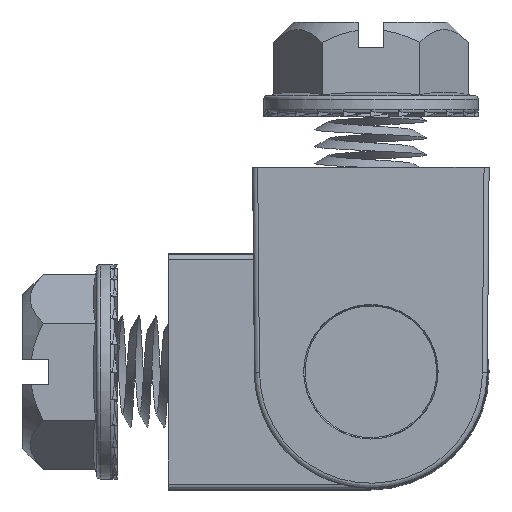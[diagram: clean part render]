
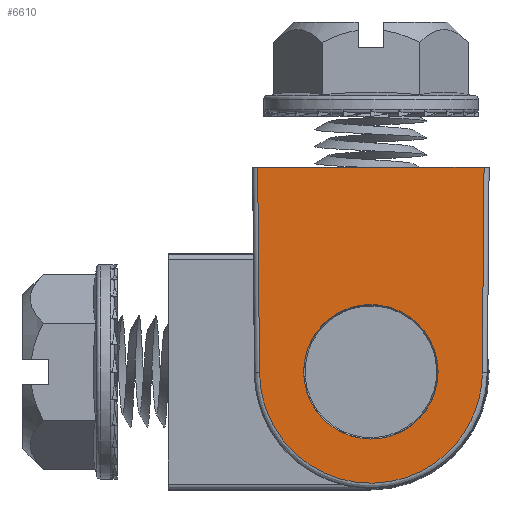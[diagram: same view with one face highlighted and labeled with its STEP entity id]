
A CAD part, front view. The second image highlights one B-rep face of the part: STEP entity #6610.
In plain terms, the highlighted planar face has unit normal (0, -1, -0.009).
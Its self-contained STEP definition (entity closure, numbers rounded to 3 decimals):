
#50 = VERTEX_POINT ( 'NONE', #6961 ) ;
#293 = CARTESIAN_POINT ( 'NONE',  ( 7.96, -22.429, -8.126 ) ) ;
#798 = CARTESIAN_POINT ( 'NONE',  ( 6.481, -22.281, -25.127 ) ) ;
#1269 = CARTESIAN_POINT ( 'NONE',  ( 0., -22.429, -8.126 ) ) ;
#1329 = FACE_OUTER_BOUND ( 'NONE', #11484, .T. ) ;
#1579 = CARTESIAN_POINT ( 'NONE',  ( 0., -22.36, -16.086 ) ) ;
#1669 = CARTESIAN_POINT ( 'NONE',  ( 7.96, -22.36, -16.086 ) ) ;
#2451 = LINE ( 'NONE', #8005, #16839 ) ;
#2649 = EDGE_CURVE ( 'NONE', #12559, #5719, #7938, .T. ) ;
#2650 = CARTESIAN_POINT ( 'NONE',  ( -7.96, -22.429, -8.126 ) ) ;
#2956 = DIRECTION ( 'NONE',  ( 0.009, -0.009, 1. ) ) ;
#3340 = CARTESIAN_POINT ( 'NONE',  ( -7., -22.5, 0. ) ) ;
#3617 = VERTEX_POINT ( 'NONE', #5267 ) ;
#3711 = ORIENTED_EDGE ( 'NONE', *, *, #5439, .T. ) ;
#4351 = LINE ( 'NONE', #3340, #5911 ) ;
#5136 = ORIENTED_EDGE ( 'NONE', *, *, #7095, .T. ) ;
#5267 = CARTESIAN_POINT ( 'NONE',  ( 0., -22.429, -8.126 ) ) ;
#5398 = EDGE_LOOP ( 'NONE', ( #5136, #7194 ) ) ;
#5439 = EDGE_CURVE ( 'NONE', #50, #12559, #2451, .T. ) ;
#5613 = ORIENTED_EDGE ( 'NONE', *, *, #17278, .F. ) ;
#5719 = VERTEX_POINT ( 'NONE', #8732 ) ;
#5762 = CARTESIAN_POINT ( 'NONE',  ( 6.699, -22.499, -0.12 ) ) ;
#5855 = CARTESIAN_POINT ( 'NONE',  ( 0., -22.429, -8.126 ) ) ;
#5911 = VECTOR ( 'NONE', #14456, 1000. ) ;
#6610 = ADVANCED_FACE ( 'NONE', ( #1329, #12459 ), #18011, .T. ) ;
#6961 = CARTESIAN_POINT ( 'NONE',  ( -6.7, -22.5, 0. ) ) ;
#7095 = EDGE_CURVE ( 'NONE', #3617, #8003, #9215, .T. ) ;
#7194 = ORIENTED_EDGE ( 'NONE', *, *, #14756, .T. ) ;
#7234 = LINE ( 'NONE', #5762, #9531 ) ;
#7938 =( BOUNDED_CURVE ( )  B_SPLINE_CURVE ( 3, ( #17659, #12211, #798, #10741 ),
 .UNSPECIFIED., .F., .T. ) 
 B_SPLINE_CURVE_WITH_KNOTS ( ( 4, 4 ),
 ( 1.58, 4.704 ),
 .UNSPECIFIED. ) 
 CURVE ( )  GEOMETRIC_REPRESENTATION_ITEM ( )  RATIONAL_B_SPLINE_CURVE ( ( 1., 0.339, 0.339, 1. ) ) 
 REPRESENTATION_ITEM ( '' )  );
#8003 = VERTEX_POINT ( 'NONE', #12168 ) ;
#8005 = CARTESIAN_POINT ( 'NONE',  ( -6.7, -22.5, 0.003 ) ) ;
#8732 = CARTESIAN_POINT ( 'NONE',  ( 6.594, -22.394, -12.166 ) ) ;
#8892 =( BOUNDED_CURVE ( )  B_SPLINE_CURVE ( 3, ( #9573, #12038, #2650, #1269 ),
 .UNSPECIFIED., .F., .F. ) 
 B_SPLINE_CURVE_WITH_KNOTS ( ( 4, 4 ),
 ( 3.142, 6.283 ),
 .UNSPECIFIED. ) 
 CURVE ( )  GEOMETRIC_REPRESENTATION_ITEM ( )  RATIONAL_B_SPLINE_CURVE ( ( 1., 0.333, 0.333, 1. ) ) 
 REPRESENTATION_ITEM ( '' )  );
#9215 =( BOUNDED_CURVE ( )  B_SPLINE_CURVE ( 3, ( #5855, #293, #1669, #1579 ),
 .UNSPECIFIED., .F., .T. ) 
 B_SPLINE_CURVE_WITH_KNOTS ( ( 4, 4 ),
 ( 0., 3.142 ),
 .UNSPECIFIED. ) 
 CURVE ( )  GEOMETRIC_REPRESENTATION_ITEM ( )  RATIONAL_B_SPLINE_CURVE ( ( 1., 0.333, 0.333, 1. ) ) 
 REPRESENTATION_ITEM ( '' )  );
#9531 = VECTOR ( 'NONE', #2956, 1000. ) ;
#9548 = VERTEX_POINT ( 'NONE', #16285 ) ;
#9573 = CARTESIAN_POINT ( 'NONE',  ( 0., -22.36, -16.086 ) ) ;
#10741 = CARTESIAN_POINT ( 'NONE',  ( 6.594, -22.394, -12.166 ) ) ;
#11484 = EDGE_LOOP ( 'NONE', ( #16732, #17105, #5613, #3711 ) ) ;
#12038 = CARTESIAN_POINT ( 'NONE',  ( -7.96, -22.36, -16.086 ) ) ;
#12116 = DIRECTION ( 'NONE',  ( 0.009, 0.009, -1. ) ) ;
#12168 = CARTESIAN_POINT ( 'NONE',  ( 0., -22.36, -16.086 ) ) ;
#12211 = CARTESIAN_POINT ( 'NONE',  ( -6.481, -22.281, -25.127 ) ) ;
#12459 = FACE_BOUND ( 'NONE', #5398, .T. ) ;
#12559 = VERTEX_POINT ( 'NONE', #13607 ) ;
#12741 = EDGE_CURVE ( 'NONE', #5719, #9548, #7234, .T. ) ;
#13607 = CARTESIAN_POINT ( 'NONE',  ( -6.594, -22.394, -12.166 ) ) ;
#14456 = DIRECTION ( 'NONE',  ( 1., 0., 0. ) ) ;
#14756 = EDGE_CURVE ( 'NONE', #8003, #3617, #8892, .T. ) ;
#15556 = CARTESIAN_POINT ( 'NONE',  ( -7., -22.5, 0. ) ) ;
#16285 = CARTESIAN_POINT ( 'NONE',  ( 6.7, -22.5, 0. ) ) ;
#16732 = ORIENTED_EDGE ( 'NONE', *, *, #2649, .T. ) ;
#16817 = DIRECTION ( 'NONE',  ( 0., -1., -0.009 ) ) ;
#16839 = VECTOR ( 'NONE', #12116, 1000. ) ;
#16912 = DIRECTION ( 'NONE',  ( 0., 0.009, -1. ) ) ;
#17105 = ORIENTED_EDGE ( 'NONE', *, *, #12741, .T. ) ;
#17278 = EDGE_CURVE ( 'NONE', #50, #9548, #4351, .T. ) ;
#17628 = AXIS2_PLACEMENT_3D ( 'NONE', #15556, #16817, #16912 ) ;
#17659 = CARTESIAN_POINT ( 'NONE',  ( -6.594, -22.394, -12.166 ) ) ;
#18011 = PLANE ( 'NONE',  #17628 ) ;
